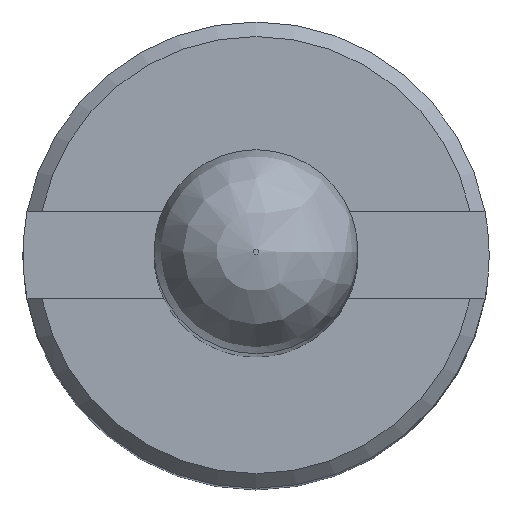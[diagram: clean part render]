
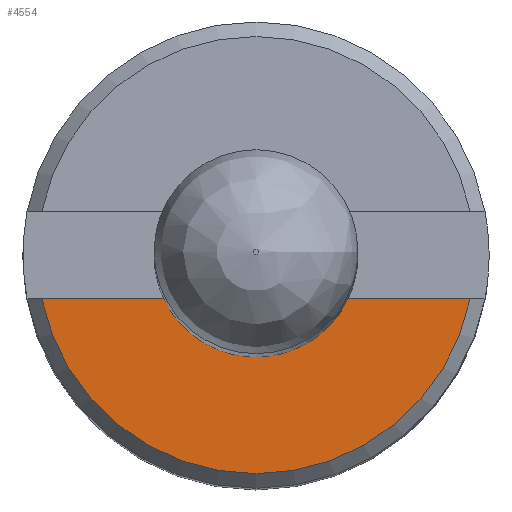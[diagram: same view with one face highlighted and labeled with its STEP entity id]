
A CAD part, top view. The second image highlights one B-rep face of the part: STEP entity #4554.
In plain terms, the highlighted face is planar.
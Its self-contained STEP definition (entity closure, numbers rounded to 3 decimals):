
#143=PLANE('',#4835);
#494=FACE_OUTER_BOUND('',#756,.T.);
#756=EDGE_LOOP('',(#4003,#4004,#4005,#4006));
#1043=LINE('',#10714,#1335);
#1049=LINE('',#10734,#1341);
#1335=VECTOR('',#5521,10.);
#1341=VECTOR('',#5529,10.);
#1456=CIRCLE('',#4836,7.5);
#1457=CIRCLE('',#4837,3.5);
#2100=VERTEX_POINT('',#10710);
#2102=VERTEX_POINT('',#10713);
#2106=VERTEX_POINT('',#10724);
#2109=VERTEX_POINT('',#10730);
#2728=EDGE_CURVE('',#2102,#2100,#1043,.T.);
#2736=EDGE_CURVE('',#2106,#2109,#1049,.T.);
#2759=EDGE_CURVE('',#2109,#2102,#1456,.T.);
#2760=EDGE_CURVE('',#2106,#2100,#1457,.T.);
#4003=ORIENTED_EDGE('',*,*,#2736,.T.);
#4004=ORIENTED_EDGE('',*,*,#2759,.T.);
#4005=ORIENTED_EDGE('',*,*,#2728,.T.);
#4006=ORIENTED_EDGE('',*,*,#2760,.F.);
#4554=ADVANCED_FACE('',(#494),#143,.T.);
#4835=AXIS2_PLACEMENT_3D('',#10780,#5573,#5574);
#4836=AXIS2_PLACEMENT_3D('',#10781,#5575,#5576);
#4837=AXIS2_PLACEMENT_3D('',#10782,#5577,#5578);
#5521=DIRECTION('',(0.,1.,0.));
#5529=DIRECTION('',(0.,1.,0.));
#5573=DIRECTION('center_axis',(1.,0.,0.));
#5574=DIRECTION('ref_axis',(0.,0.,-1.));
#5575=DIRECTION('center_axis',(1.,0.,0.));
#5576=DIRECTION('ref_axis',(0.,1.,0.));
#5577=DIRECTION('center_axis',(1.,0.,0.));
#5578=DIRECTION('ref_axis',(0.,1.,0.));
#10710=CARTESIAN_POINT('',(200.,-3.162,1.5));
#10713=CARTESIAN_POINT('',(200.,-7.348,1.5));
#10714=CARTESIAN_POINT('',(200.,6.923,1.5));
#10724=CARTESIAN_POINT('',(200.,3.162,1.5));
#10730=CARTESIAN_POINT('',(200.,7.348,1.5));
#10734=CARTESIAN_POINT('',(200.,6.923,1.5));
#10780=CARTESIAN_POINT('Origin',(200.,5.5,0.));
#10781=CARTESIAN_POINT('Origin',(200.,0.,0.));
#10782=CARTESIAN_POINT('Origin',(200.,0.,0.));
